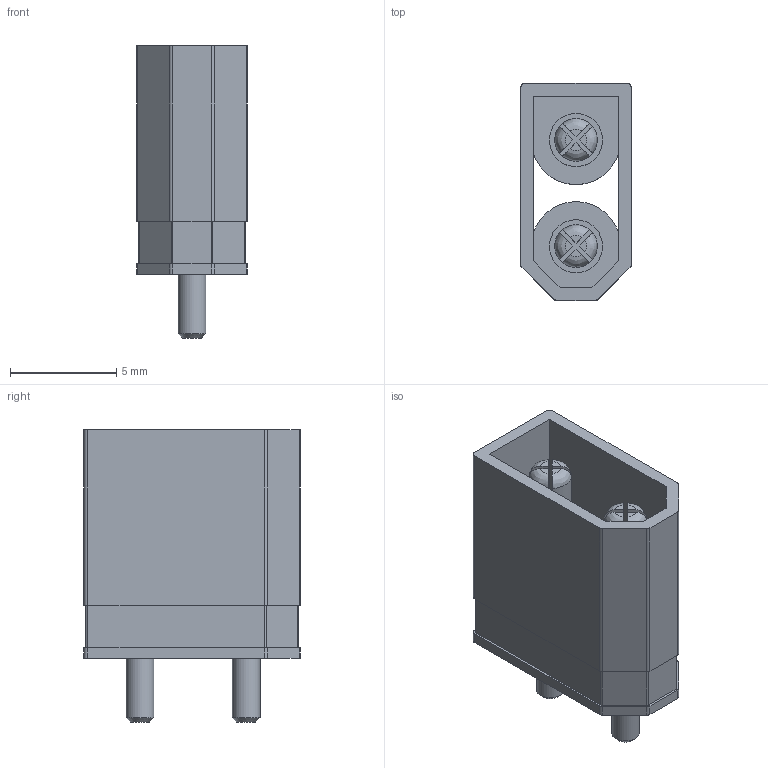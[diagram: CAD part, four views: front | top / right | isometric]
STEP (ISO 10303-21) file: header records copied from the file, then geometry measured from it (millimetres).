
FILE_DESCRIPTION(/* description */ (''),/* implementation_level */ '2;1');
FILE_NAME(/* name */ 'XT30U-M.step',/* time_stamp */ '2024-10-29T16:23:26-07:00',/* author */ (''),/* organization */ (''),/* preprocessor_version */ 'ST-DEVELOPER v20',/* originating_system */ 'Autodesk Translation Framework v13.20.0.188',/* authorisation */ '');
FILE_SCHEMA (('AUTOMOTIVE_DESIGN { 1 0 10303 214 3 1 1 }'));
Length unit declared in the file: millimetre
Products named in the file (1): XT30U-M
Bounding box: 5.2 x 10.2 x 13.75 mm (x, y, z)
Volume: 275.7 mm3; surface area: 873.1 mm2
Topology: 3 solids, 3 shells, 106 faces, 280 edges, 186 vertices
Faces by surface type: plane 68, cylinder 28, bspline 8, cone 2
Full cylindrical faces by diameter (mm): 1.3 x2, 2 x2, 2.5 x4
Entity records: 3491 total; most frequent: CARTESIAN_POINT 781, ORIENTED_EDGE 560, DIRECTION 544, EDGE_CURVE 280, VERTEX_POINT 186, LINE 182, VECTOR 182, AXIS2_PLACEMENT_3D 181
